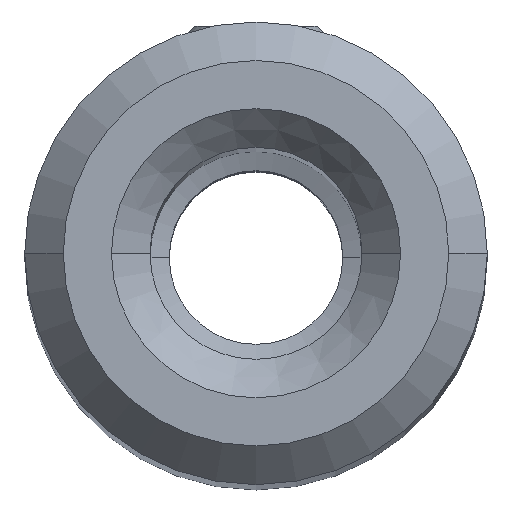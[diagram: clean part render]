
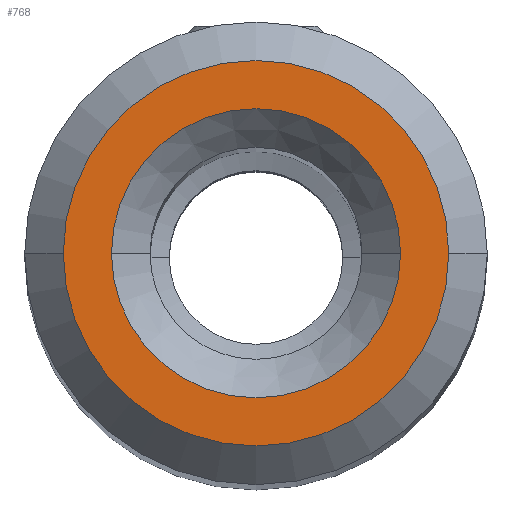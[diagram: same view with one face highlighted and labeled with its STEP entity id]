
A CAD part, top view. The second image highlights one B-rep face of the part: STEP entity #768.
In plain terms, the highlighted planar face has unit normal (0, 0, 1).
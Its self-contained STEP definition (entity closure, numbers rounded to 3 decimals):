
#362=EDGE_CURVE('NONE',#712,#642,#1005,.T.);
#404=EDGE_CURVE('NONE',#642,#712,#1051,.T.);
#642=VERTEX_POINT('NONE',#1325);
#712=VERTEX_POINT('NONE',#1400);
#768=ADVANCED_FACE('NONE',(#1466,#1467),#1468,.T.);
#810=EDGE_CURVE('NONE',#910,#962,#1515,.T.);
#830=EDGE_CURVE('NONE',#962,#910,#1537,.T.);
#910=VERTEX_POINT('NONE',#1628);
#962=VERTEX_POINT('NONE',#1682);
#1005=CIRCLE('',#1726,5.);
#1051=CIRCLE('',#1790,5.);
#1325=CARTESIAN_POINT('',(5.,0.,85.0));
#1400=CARTESIAN_POINT('',(-5.,0.0,85.0));
#1466=FACE_OUTER_BOUND('',#2459,.T.);
#1467=FACE_BOUND('',#2460,.T.);
#1468=PLANE('',#2461);
#1515=CIRCLE('',#2587,3.75);
#1537=CIRCLE('',#2617,3.75);
#1628=CARTESIAN_POINT('',(3.75,0.0,85.0));
#1682=CARTESIAN_POINT('',(-3.75,0.,85.0));
#1726=AXIS2_PLACEMENT_3D('',#2871,#2872,#2873);
#1790=AXIS2_PLACEMENT_3D('',#2917,#2918,#2919);
#2459=EDGE_LOOP('',(#3444,#3445));
#2460=EDGE_LOOP('',(#3446,#3447));
#2461=AXIS2_PLACEMENT_3D('',#3448,#3449,#3450);
#2587=AXIS2_PLACEMENT_3D('',#3501,#3502,#3503);
#2617=AXIS2_PLACEMENT_3D('',#3530,#3531,#3532);
#2871=CARTESIAN_POINT('',(0.0,0.0,85.0));
#2872=DIRECTION('',(0.0,0.0,1.0));
#2873=DIRECTION('',(1.0,0.0,0.0));
#2917=CARTESIAN_POINT('',(0.0,0.0,85.0));
#2918=DIRECTION('',(0.0,0.0,1.0));
#2919=DIRECTION('',(1.0,0.0,0.0));
#3444=ORIENTED_EDGE('',*,*,#362,.T.);
#3445=ORIENTED_EDGE('',*,*,#404,.T.);
#3446=ORIENTED_EDGE('',*,*,#810,.T.);
#3447=ORIENTED_EDGE('',*,*,#830,.T.);
#3448=CARTESIAN_POINT('',(0.0,6.,85.0));
#3449=DIRECTION('',(0.0,0.0,1.0));
#3450=DIRECTION('',(1.0,0.0,0.0));
#3501=CARTESIAN_POINT('',(0.0,0.0,85.0));
#3502=DIRECTION('',(0.0,0.0,-1.0));
#3503=DIRECTION('',(1.0,0.0,0.0));
#3530=CARTESIAN_POINT('',(0.0,0.0,85.0));
#3531=DIRECTION('',(0.0,0.0,-1.0));
#3532=DIRECTION('',(1.0,0.0,0.0));
